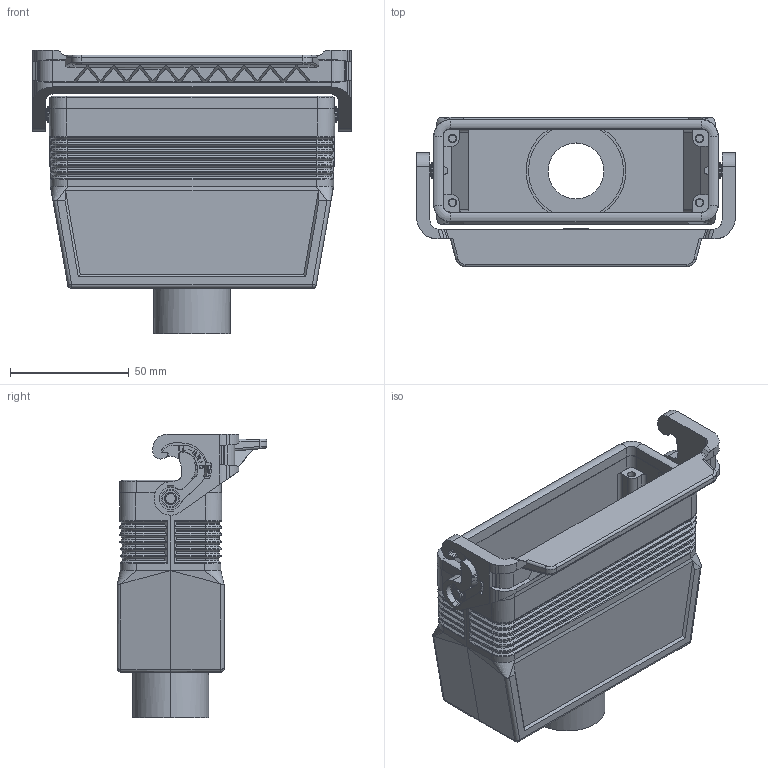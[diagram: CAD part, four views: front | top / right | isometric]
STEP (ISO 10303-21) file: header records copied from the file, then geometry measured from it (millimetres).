
FILE_DESCRIPTION(('Creo Elements/Direct Modeling STEP Export'),'2;1');
FILE_NAME('37jbk2e5pl65seh4548','2023-03-10T12:23:35',(''),(''),'Creo Elements/Direct Modeling STEP processor for AP214 (Solid Model)','Creo Elements/Direct Modeling 20.1B 02-Apr-2019 (C) Parametric Technology GmbH','');
FILE_SCHEMA(('AUTOMOTIVE_DESIGN { 1 0 10303 214 1 1 1 1 }'));
Products named in the file (3): MLAV 24 LG40; MLAV 24 LG25
Assembly tree (2 placements, depth 3):
  MLAV 24 LG25
    MLAV 24 LG40
      MLAV 24 LG40
Bounding box: 134 x 63 x 119.25 mm (x, y, z)
Volume: 140535.3 mm3; surface area: 75537 mm2
Topology: 1 solids, 1 shells, 1373 faces, 3563 edges, 2237 vertices
Faces by surface type: plane 800, cylinder 373, torus 90, cone 72, bspline 34, sphere 4
Entity records: 56410 total; most frequent: CARTESIAN_POINT 12416, ORIENTED_EDGE 7110, DIRECTION 6646, EDGE_CURVE 3555, VECTOR 2428, LINE 2428, VERTEX_POINT 2237, AXIS2_PLACEMENT_3D 2109
